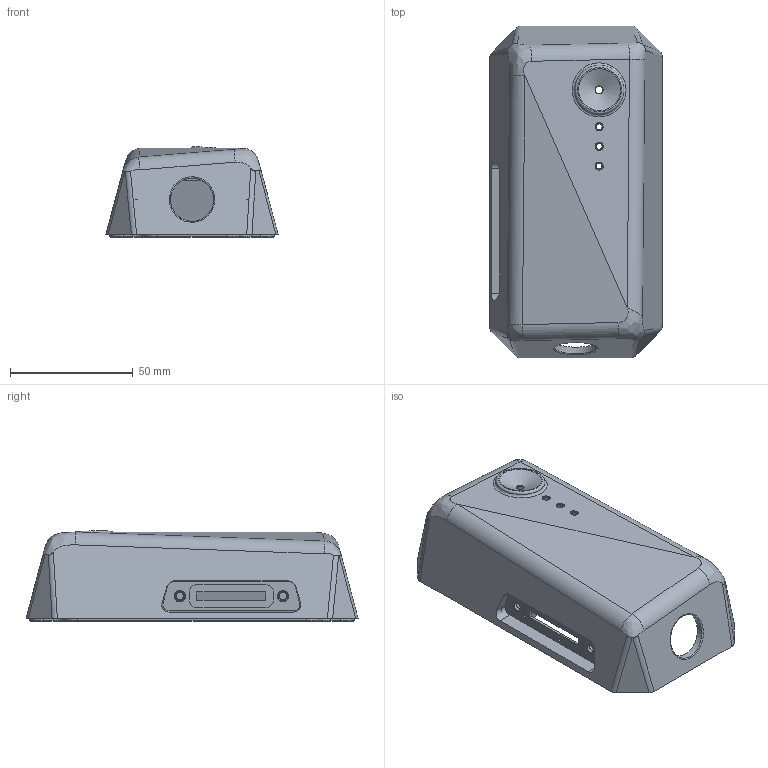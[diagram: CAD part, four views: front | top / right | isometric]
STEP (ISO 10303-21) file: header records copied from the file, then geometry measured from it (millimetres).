
FILE_DESCRIPTION(('FreeCAD Model'),'2;1');
FILE_NAME('Open CASCADE Shape Model','2021-02-17T05:17:34',('Author'),( ''),'Open CASCADE STEP processor 7.4','FreeCAD','Unknown');
FILE_SCHEMA(('AUTOMOTIVE_DESIGN { 1 0 10303 214 1 1 1 1 }'));
Length unit declared in the file: millimetre
Products named in the file (4): enclosure_faceted3; enclosure-lid; inserts-lid; tappex-118m3
Assembly tree (10 placements, depth 3):
  enclosure_faceted3
    enclosure-lid
    inserts-lid
      tappex-118m3  x8
Bounding box: 70 x 135 x 36.76 mm (x, y, z)
Volume: 61268.6 mm3; surface area: 43118.2 mm2
Topology: 9 solids, 9 shells, 372 faces, 820 edges, 516 vertices
Faces by surface type: plane 131, cylinder 105, bspline 59, cone 50, torus 27
Full cylindrical faces by diameter (mm): 1.8 x2, 2.4 x3, 3 x8, 3.2 x1, 3.3 x3, 3.5 x16, 4.3 x4, 4.6 x12, 8 x1, 17.46 x1
Entity records: 13506 total; most frequent: CARTESIAN_POINT 6389, ORIENTED_EDGE 1486, DIRECTION 1373, EDGE_CURVE 743, AXIS2_PLACEMENT_3D 533, VERTEX_POINT 467, FACE_BOUND 364, EDGE_LOOP 364
